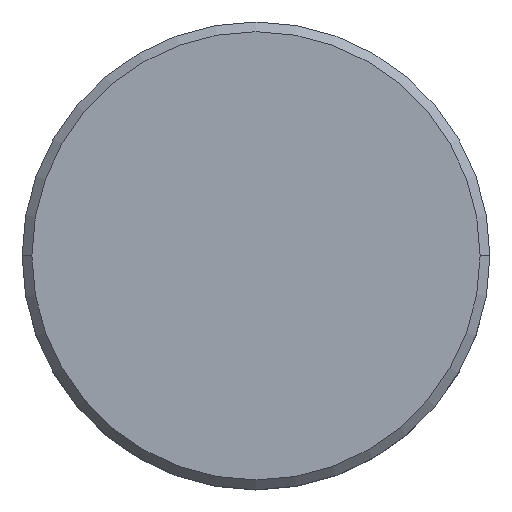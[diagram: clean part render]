
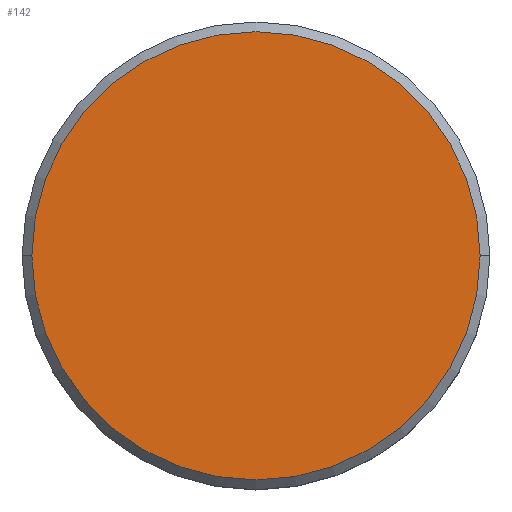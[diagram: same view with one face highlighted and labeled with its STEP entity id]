
A CAD part, top view. The second image highlights one B-rep face of the part: STEP entity #142.
In plain terms, the highlighted planar face has unit normal (0, 0, 1).
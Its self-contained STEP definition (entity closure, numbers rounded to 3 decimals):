
#31 = CARTESIAN_POINT ( 'NONE',  ( -11.5, 0., 0. ) ) ;
#48 = DIRECTION ( 'NONE',  ( 0., 0., 1. ) ) ;
#52 = EDGE_LOOP ( 'NONE', ( #436, #362 ) ) ;
#74 = DIRECTION ( 'NONE',  ( 0., 0., 1. ) ) ;
#75 = EDGE_CURVE ( 'NONE', #81, #182, #153, .T. ) ;
#81 = VERTEX_POINT ( 'NONE', #31 ) ;
#83 = CARTESIAN_POINT ( 'NONE',  ( 11.5, 0., 0. ) ) ;
#109 = CARTESIAN_POINT ( 'NONE',  ( 0., 0., 0. ) ) ;
#137 = CIRCLE ( 'NONE', #218, 11.5 ) ;
#142 = ADVANCED_FACE ( 'NONE', ( #229 ), #186, .T. ) ;
#153 = CIRCLE ( 'NONE', #373, 11.5 ) ;
#182 = VERTEX_POINT ( 'NONE', #83 ) ;
#186 = PLANE ( 'NONE',  #246 ) ;
#188 = DIRECTION ( 'NONE',  ( 1., 0., 0. ) ) ;
#218 = AXIS2_PLACEMENT_3D ( 'NONE', #302, #445, #332 ) ;
#229 = FACE_OUTER_BOUND ( 'NONE', #52, .T. ) ;
#246 = AXIS2_PLACEMENT_3D ( 'NONE', #109, #48, #188 ) ;
#252 = CARTESIAN_POINT ( 'NONE',  ( 0., 0., 0. ) ) ;
#287 = EDGE_CURVE ( 'NONE', #182, #81, #137, .T. ) ;
#302 = CARTESIAN_POINT ( 'NONE',  ( 0., 0., 0. ) ) ;
#332 = DIRECTION ( 'NONE',  ( 1., 0., 0. ) ) ;
#349 = DIRECTION ( 'NONE',  ( 1., 0., 0. ) ) ;
#362 = ORIENTED_EDGE ( 'NONE', *, *, #287, .T. ) ;
#373 = AXIS2_PLACEMENT_3D ( 'NONE', #252, #74, #349 ) ;
#436 = ORIENTED_EDGE ( 'NONE', *, *, #75, .T. ) ;
#445 = DIRECTION ( 'NONE',  ( 0., 0., 1. ) ) ;
